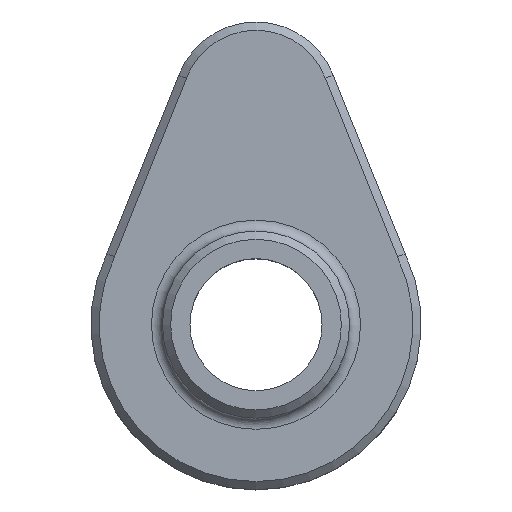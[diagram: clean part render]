
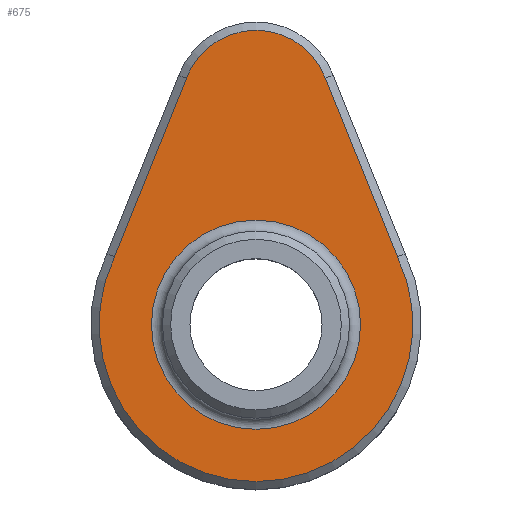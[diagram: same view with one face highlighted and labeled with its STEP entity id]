
A CAD part, top view. The second image highlights one B-rep face of the part: STEP entity #675.
In plain terms, the highlighted planar face has unit normal (0, 0, 1).
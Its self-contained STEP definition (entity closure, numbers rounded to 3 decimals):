
#83 = PLANE('',#84);
#84 = AXIS2_PLACEMENT_3D('',#85,#86,#87);
#85 = CARTESIAN_POINT('',(13.33,45.039,9.25));
#86 = DIRECTION('',(0.656,0.264,0.707));
#87 = DIRECTION('',(-0.374,0.928,0.));
#197 = CONICAL_SURFACE('',#198,30.,0.785);
#198 = AXIS2_PLACEMENT_3D('',#199,#200,#201);
#199 = CARTESIAN_POINT('',(0.,0.,8.5));
#200 = DIRECTION('',(0.,0.,-1.));
#201 = DIRECTION('',(0.903,0.43,0.));
#241 = VERTEX_POINT('',#242);
#242 = CARTESIAN_POINT('',(12.623,44.787,10.));
#255 = CONICAL_SURFACE('',#256,15.,0.785);
#256 = AXIS2_PLACEMENT_3D('',#257,#258,#259);
#257 = CARTESIAN_POINT('',(0.,40.,8.5));
#258 = DIRECTION('',(0.,0.,-1.));
#259 = DIRECTION('',(-0.935,0.355,0.));
#268 = VERTEX_POINT('',#269);
#269 = CARTESIAN_POINT('',(25.698,12.331,10.));
#288 = EDGE_CURVE('',#241,#268,#289,.T.);
#289 = SURFACE_CURVE('',#290,(#294,#301),.PCURVE_S1.);
#290 = LINE('',#291,#292);
#291 = CARTESIAN_POINT('',(12.634,44.759,10.));
#292 = VECTOR('',#293,1.);
#293 = DIRECTION('',(0.374,-0.928,-0.));
#294 = PCURVE('',#83,#295);
#295 = DEFINITIONAL_REPRESENTATION('',(#296),#300);
#296 = LINE('',#297,#298);
#297 = CARTESIAN_POINT('',(-0.,1.061));
#298 = VECTOR('',#299,1.);
#299 = DIRECTION('',(-1.,0.));
#300 = ( GEOMETRIC_REPRESENTATION_CONTEXT(2) 
PARAMETRIC_REPRESENTATION_CONTEXT() REPRESENTATION_CONTEXT('2D SPACE',''
  ) );
#301 = PCURVE('',#302,#307);
#302 = PLANE('',#303);
#303 = AXIS2_PLACEMENT_3D('',#304,#305,#306);
#304 = CARTESIAN_POINT('',(-27.089,12.892,10.));
#305 = DIRECTION('',(0.,0.,-1.));
#306 = DIRECTION('',(-1.,0.,0.));
#307 = DEFINITIONAL_REPRESENTATION('',(#308),#312);
#308 = LINE('',#309,#310);
#309 = CARTESIAN_POINT('',(-39.723,31.867));
#310 = VECTOR('',#311,1.);
#311 = DIRECTION('',(-0.374,-0.928));
#312 = ( GEOMETRIC_REPRESENTATION_CONTEXT(2) 
PARAMETRIC_REPRESENTATION_CONTEXT() REPRESENTATION_CONTEXT('2D SPACE',''
  ) );
#486 = PLANE('',#487);
#487 = AXIS2_PLACEMENT_3D('',#488,#489,#490);
#488 = CARTESIAN_POINT('',(-26.393,12.611,9.25));
#489 = DIRECTION('',(0.656,-0.264,-0.707));
#490 = DIRECTION('',(0.374,0.928,0.));
#531 = VERTEX_POINT('',#532);
#532 = CARTESIAN_POINT('',(-25.698,12.331,10.));
#551 = EDGE_CURVE('',#268,#531,#552,.T.);
#552 = SURFACE_CURVE('',#553,(#558,#565),.PCURVE_S1.);
#553 = CIRCLE('',#554,28.5);
#554 = AXIS2_PLACEMENT_3D('',#555,#556,#557);
#555 = CARTESIAN_POINT('',(0.,0.,10.));
#556 = DIRECTION('',(0.,0.,-1.));
#557 = DIRECTION('',(0.903,0.43,0.));
#558 = PCURVE('',#197,#559);
#559 = DEFINITIONAL_REPRESENTATION('',(#560),#564);
#560 = LINE('',#561,#562);
#561 = CARTESIAN_POINT('',(0.,-1.5));
#562 = VECTOR('',#563,1.);
#563 = DIRECTION('',(1.,-0.));
#564 = ( GEOMETRIC_REPRESENTATION_CONTEXT(2) 
PARAMETRIC_REPRESENTATION_CONTEXT() REPRESENTATION_CONTEXT('2D SPACE',''
  ) );
#565 = PCURVE('',#302,#566);
#566 = DEFINITIONAL_REPRESENTATION('',(#567),#571);
#567 = CIRCLE('',#568,28.5);
#568 = AXIS2_PLACEMENT_2D('',#569,#570);
#569 = CARTESIAN_POINT('',(-27.089,-12.892));
#570 = DIRECTION('',(-0.903,0.43));
#571 = ( GEOMETRIC_REPRESENTATION_CONTEXT(2) 
PARAMETRIC_REPRESENTATION_CONTEXT() REPRESENTATION_CONTEXT('2D SPACE',''
  ) );
#632 = VERTEX_POINT('',#633);
#633 = CARTESIAN_POINT('',(-12.634,44.759,10.));
#654 = EDGE_CURVE('',#632,#241,#655,.T.);
#655 = SURFACE_CURVE('',#656,(#661,#668),.PCURVE_S1.);
#656 = CIRCLE('',#657,13.5);
#657 = AXIS2_PLACEMENT_3D('',#658,#659,#660);
#658 = CARTESIAN_POINT('',(0.,40.,10.));
#659 = DIRECTION('',(0.,0.,-1.));
#660 = DIRECTION('',(-0.935,0.355,0.));
#661 = PCURVE('',#255,#662);
#662 = DEFINITIONAL_REPRESENTATION('',(#663),#667);
#663 = LINE('',#664,#665);
#664 = CARTESIAN_POINT('',(0.,-1.5));
#665 = VECTOR('',#666,1.);
#666 = DIRECTION('',(1.,-0.));
#667 = ( GEOMETRIC_REPRESENTATION_CONTEXT(2) 
PARAMETRIC_REPRESENTATION_CONTEXT() REPRESENTATION_CONTEXT('2D SPACE',''
  ) );
#668 = PCURVE('',#302,#669);
#669 = DEFINITIONAL_REPRESENTATION('',(#670),#674);
#670 = CIRCLE('',#671,13.5);
#671 = AXIS2_PLACEMENT_2D('',#672,#673);
#672 = CARTESIAN_POINT('',(-27.089,27.108));
#673 = DIRECTION('',(0.935,0.355));
#674 = ( GEOMETRIC_REPRESENTATION_CONTEXT(2) 
PARAMETRIC_REPRESENTATION_CONTEXT() REPRESENTATION_CONTEXT('2D SPACE',''
  ) );
#675 = ADVANCED_FACE('',(#676,#702),#302,.F.);
#676 = FACE_BOUND('',#677,.F.);
#677 = EDGE_LOOP('',(#678,#699,#700,#701));
#678 = ORIENTED_EDGE('',*,*,#679,.T.);
#679 = EDGE_CURVE('',#531,#632,#680,.T.);
#680 = SURFACE_CURVE('',#681,(#685,#692),.PCURVE_S1.);
#681 = LINE('',#682,#683);
#682 = CARTESIAN_POINT('',(-25.698,12.331,10.));
#683 = VECTOR('',#684,1.);
#684 = DIRECTION('',(0.374,0.928,0.));
#685 = PCURVE('',#302,#686);
#686 = DEFINITIONAL_REPRESENTATION('',(#687),#691);
#687 = LINE('',#688,#689);
#688 = CARTESIAN_POINT('',(-1.391,-0.561));
#689 = VECTOR('',#690,1.);
#690 = DIRECTION('',(-0.374,0.928));
#691 = ( GEOMETRIC_REPRESENTATION_CONTEXT(2) 
PARAMETRIC_REPRESENTATION_CONTEXT() REPRESENTATION_CONTEXT('2D SPACE',''
  ) );
#692 = PCURVE('',#486,#693);
#693 = DEFINITIONAL_REPRESENTATION('',(#694),#698);
#694 = LINE('',#695,#696);
#695 = CARTESIAN_POINT('',(0.,1.061));
#696 = VECTOR('',#697,1.);
#697 = DIRECTION('',(1.,0.));
#698 = ( GEOMETRIC_REPRESENTATION_CONTEXT(2) 
PARAMETRIC_REPRESENTATION_CONTEXT() REPRESENTATION_CONTEXT('2D SPACE',''
  ) );
#699 = ORIENTED_EDGE('',*,*,#654,.T.);
#700 = ORIENTED_EDGE('',*,*,#288,.T.);
#701 = ORIENTED_EDGE('',*,*,#551,.T.);
#702 = FACE_BOUND('',#703,.F.);
#703 = EDGE_LOOP('',(#704));
#704 = ORIENTED_EDGE('',*,*,#705,.F.);
#705 = EDGE_CURVE('',#706,#706,#708,.T.);
#706 = VERTEX_POINT('',#707);
#707 = CARTESIAN_POINT('',(19.,0.,10.));
#708 = SURFACE_CURVE('',#709,(#714,#721),.PCURVE_S1.);
#709 = CIRCLE('',#710,19.);
#710 = AXIS2_PLACEMENT_3D('',#711,#712,#713);
#711 = CARTESIAN_POINT('',(0.,0.,10.));
#712 = DIRECTION('',(0.,0.,-1.));
#713 = DIRECTION('',(1.,0.,0.));
#714 = PCURVE('',#302,#715);
#715 = DEFINITIONAL_REPRESENTATION('',(#716),#720);
#716 = CIRCLE('',#717,19.);
#717 = AXIS2_PLACEMENT_2D('',#718,#719);
#718 = CARTESIAN_POINT('',(-27.089,-12.892));
#719 = DIRECTION('',(-1.,0.));
#720 = ( GEOMETRIC_REPRESENTATION_CONTEXT(2) 
PARAMETRIC_REPRESENTATION_CONTEXT() REPRESENTATION_CONTEXT('2D SPACE',''
  ) );
#721 = PCURVE('',#722,#727);
#722 = TOROIDAL_SURFACE('',#723,19.,2.);
#723 = AXIS2_PLACEMENT_3D('',#724,#725,#726);
#724 = CARTESIAN_POINT('',(0.,0.,12.));
#725 = DIRECTION('',(0.,0.,-1.));
#726 = DIRECTION('',(1.,0.,0.));
#727 = DEFINITIONAL_REPRESENTATION('',(#728),#732);
#728 = LINE('',#729,#730);
#729 = CARTESIAN_POINT('',(0.,1.571));
#730 = VECTOR('',#731,1.);
#731 = DIRECTION('',(1.,0.));
#732 = ( GEOMETRIC_REPRESENTATION_CONTEXT(2) 
PARAMETRIC_REPRESENTATION_CONTEXT() REPRESENTATION_CONTEXT('2D SPACE',''
  ) );
